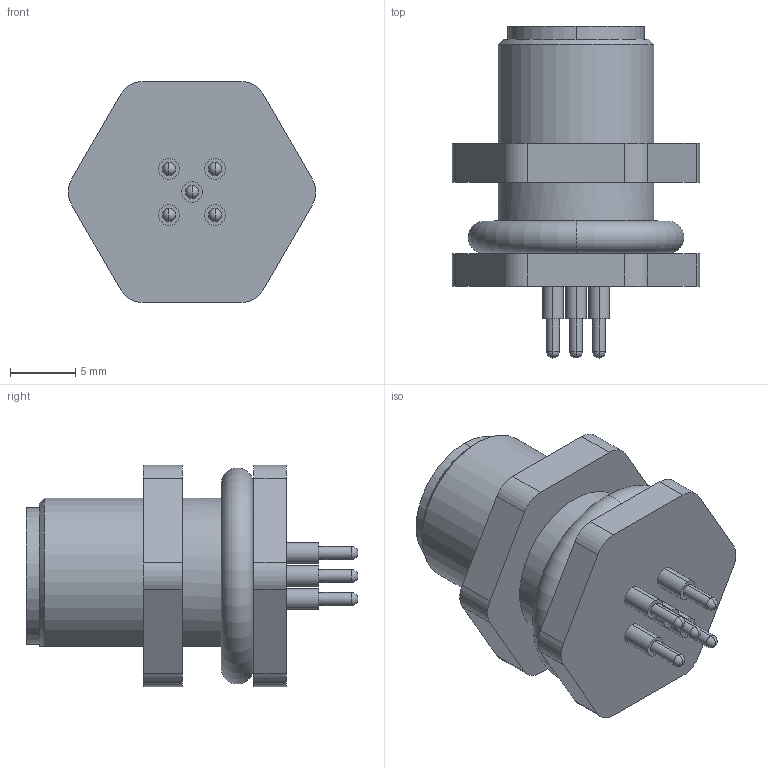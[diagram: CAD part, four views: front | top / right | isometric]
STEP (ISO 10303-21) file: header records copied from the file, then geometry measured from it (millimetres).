
FILE_DESCRIPTION (( 'STEP AP203' ), '1' );
FILE_NAME ('P209.STEP', '2020-05-27T10:09:04', ( 'edpusr' ), ( 'Microsoft' ), 'SwSTEP 2.0', 'SolidWorks 2015', '' );
FILE_SCHEMA (( 'CONFIG_CONTROL_DESIGN' ));
Length unit declared in the file: millimetre
Products named in the file (1): P209
Bounding box: 19.01 x 25.5 x 17 mm (x, y, z)
Volume: 2744.2 mm3; surface area: 2358.3 mm2
Topology: 1 solids, 1 shells, 101 faces, 263 edges, 165 vertices
Faces by surface type: cylinder 53, plane 28, sphere 15, cone 3, torus 2
Entity records: 2993 total; most frequent: DIRECTION 562, CARTESIAN_POINT 491, ORIENTED_EDGE 466, EDGE_CURVE 233, AXIS2_PLACEMENT_3D 229, VERTEX_POINT 150, CIRCLE 127, EDGE_LOOP 121
